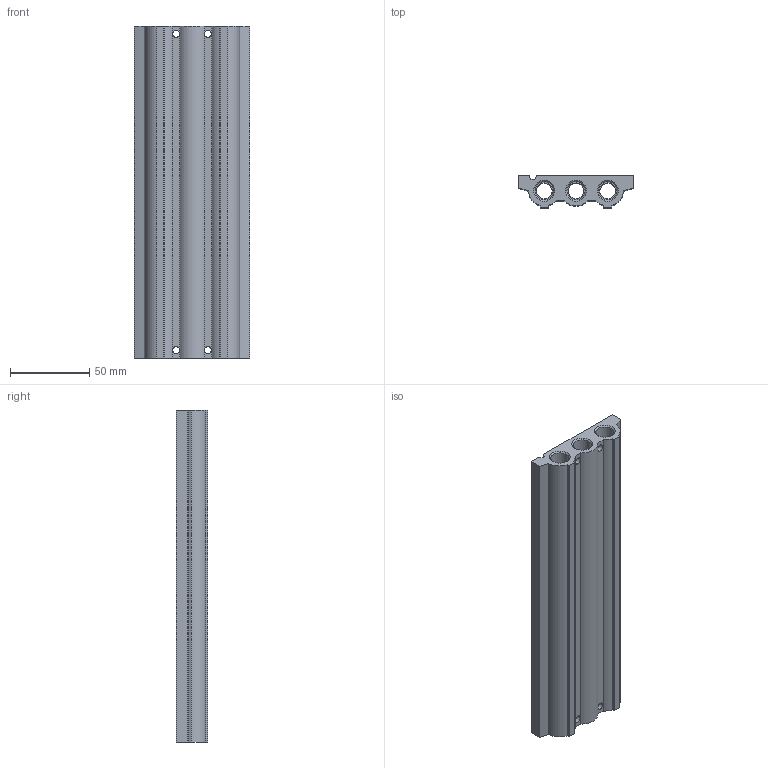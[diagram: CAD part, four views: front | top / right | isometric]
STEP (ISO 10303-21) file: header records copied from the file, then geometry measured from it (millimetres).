
FILE_DESCRIPTION(/* description */ ('STEP AP214'),/* implementation_level */ '2;1');
FILE_NAME(/* name */ '566627_VABM-L1-14S-G14-12',/* time_stamp */ '2024-09-14T08:29:16+02:00',/* author */ ('License CC BY-ND 4.0'),/* organization */ ('CADENAS'),/* preprocessor_version */ 'ST-DEVELOPER v19.3',/* originating_system */ 'PARTsolutions',/* authorisation */ ' ');
FILE_SCHEMA (('AUTOMOTIVE_DESIGN {1 0 10303 214 3 1 1}'));
Length unit declared in the file: millimetre
Products named in the file (2): 566627 VABM-L1-14S-G14-12; 566627 VABM-L1-14S-G14-12---(L1-P)
Assembly tree (1 placements, depth 2):
  566627 VABM-L1-14S-G14-12
    566627 VABM-L1-14S-G14-12---(L1-P)
Bounding box: 72.9 x 20 x 210 mm (x, y, z)
Volume: 179389.4 mm3; surface area: 65647.7 mm2
Topology: 1 solids, 1 shells, 283 faces, 870 edges, 571 vertices
Faces by surface type: cylinder 122, plane 83, cone 78
Full cylindrical faces by diameter (mm): 2.013 x24, 4.5 x4, 6 x36, 10 x3, 11.445 x6, 13.157 x6
Entity records: 8551 total; most frequent: CARTESIAN_POINT 2007, DIRECTION 1326, ORIENTED_EDGE 1108, FACE_BOUND 568, EDGE_CURVE 554, AXIS2_PLACEMENT_3D 547, EDGE_LOOP 520, VERTEX_POINT 472
